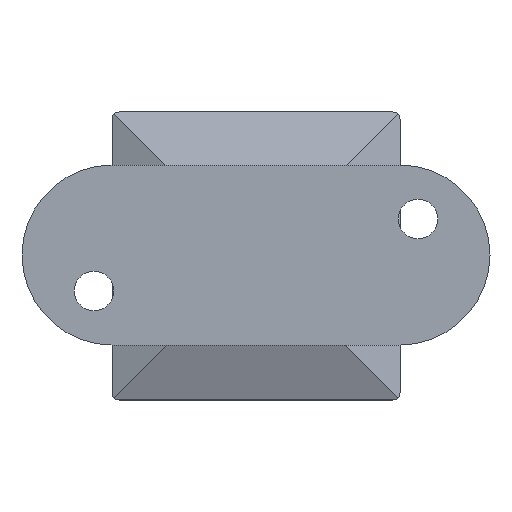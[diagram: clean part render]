
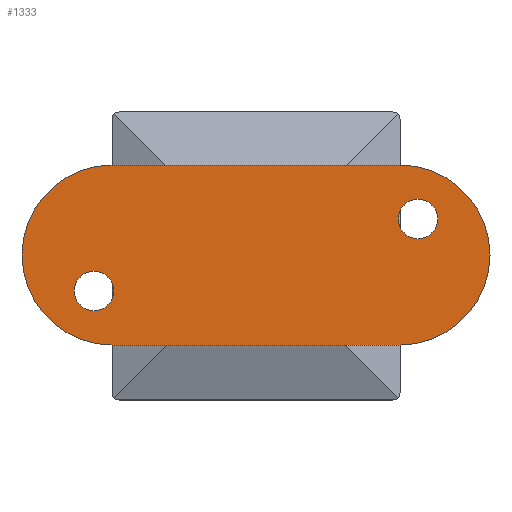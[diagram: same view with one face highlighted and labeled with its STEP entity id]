
A CAD part, top view. The second image highlights one B-rep face of the part: STEP entity #1333.
In plain terms, the highlighted planar face has unit normal (0, 0, 1).
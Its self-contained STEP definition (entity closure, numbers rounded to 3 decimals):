
#53 = DIRECTION ( 'NONE',  ( 0., 0., 1. ) ) ;
#79 = VERTEX_POINT ( 'NONE', #775 ) ;
#102 = CARTESIAN_POINT ( 'NONE',  ( 19.75, 5., 81. ) ) ;
#121 = VERTEX_POINT ( 'NONE', #2790 ) ;
#156 = EDGE_CURVE ( 'NONE', #121, #3060, #2300, .T. ) ;
#234 = CIRCLE ( 'NONE', #3265, 12.5 ) ;
#298 = CARTESIAN_POINT ( 'NONE',  ( -22.5, -5., 81. ) ) ;
#378 = LINE ( 'NONE', #2276, #893 ) ;
#560 = AXIS2_PLACEMENT_3D ( 'NONE', #2551, #1401, #2764 ) ;
#587 = ORIENTED_EDGE ( 'NONE', *, *, #156, .T. ) ;
#588 = CARTESIAN_POINT ( 'NONE',  ( -20., 0., 81. ) ) ;
#602 = CARTESIAN_POINT ( 'NONE',  ( -20., 12.5, 81. ) ) ;
#630 = ORIENTED_EDGE ( 'NONE', *, *, #3302, .T. ) ;
#654 = FACE_BOUND ( 'NONE', #1420, .T. ) ;
#706 = EDGE_LOOP ( 'NONE', ( #630, #2646 ) ) ;
#707 = CARTESIAN_POINT ( 'NONE',  ( -19.75, -5., 81. ) ) ;
#726 = CARTESIAN_POINT ( 'NONE',  ( 22.5, 5., 81. ) ) ;
#748 = VERTEX_POINT ( 'NONE', #3028 ) ;
#775 = CARTESIAN_POINT ( 'NONE',  ( -25.25, -5., 81. ) ) ;
#884 = DIRECTION ( 'NONE',  ( 0., 0., -1. ) ) ;
#888 = DIRECTION ( 'NONE',  ( 0., 0., 1. ) ) ;
#893 = VECTOR ( 'NONE', #3335, 1000. ) ;
#1015 = LINE ( 'NONE', #3137, #1084 ) ;
#1084 = VECTOR ( 'NONE', #1790, 1000. ) ;
#1098 = CARTESIAN_POINT ( 'NONE',  ( -22.5, -5., 81. ) ) ;
#1147 = DIRECTION ( 'NONE',  ( 1., 0., 0. ) ) ;
#1164 = VERTEX_POINT ( 'NONE', #2772 ) ;
#1190 = PLANE ( 'NONE',  #560 ) ;
#1233 = ORIENTED_EDGE ( 'NONE', *, *, #2844, .T. ) ;
#1333 = ADVANCED_FACE ( 'NONE', ( #654, #1687, #3103 ), #1190, .T. ) ;
#1365 = EDGE_CURVE ( 'NONE', #3060, #1164, #378, .T. ) ;
#1401 = DIRECTION ( 'NONE',  ( 0., 0., 1. ) ) ;
#1410 = DIRECTION ( 'NONE',  ( -1., 0., 0. ) ) ;
#1412 = AXIS2_PLACEMENT_3D ( 'NONE', #588, #53, #3297 ) ;
#1420 = EDGE_LOOP ( 'NONE', ( #3254, #2507 ) ) ;
#1446 = EDGE_CURVE ( 'NONE', #3056, #2883, #1015, .T. ) ;
#1448 = VERTEX_POINT ( 'NONE', #707 ) ;
#1477 = AXIS2_PLACEMENT_3D ( 'NONE', #1750, #1533, #2610 ) ;
#1533 = DIRECTION ( 'NONE',  ( 0., 0., -1. ) ) ;
#1643 = EDGE_CURVE ( 'NONE', #1448, #79, #1813, .T. ) ;
#1684 = AXIS2_PLACEMENT_3D ( 'NONE', #1098, #884, #1410 ) ;
#1687 = FACE_BOUND ( 'NONE', #706, .T. ) ;
#1750 = CARTESIAN_POINT ( 'NONE',  ( 22.5, 5., 81. ) ) ;
#1790 = DIRECTION ( 'NONE',  ( -1., 0., 0. ) ) ;
#1792 = DIRECTION ( 'NONE',  ( 0., 0., -1. ) ) ;
#1813 = CIRCLE ( 'NONE', #2661, 2.75 ) ;
#1818 = CIRCLE ( 'NONE', #1477, 2.75 ) ;
#1956 = EDGE_CURVE ( 'NONE', #2891, #748, #1818, .T. ) ;
#1983 = EDGE_LOOP ( 'NONE', ( #2438, #587, #3110, #1233, #2313 ) ) ;
#2015 = CARTESIAN_POINT ( 'NONE',  ( -20., -12.5, 81. ) ) ;
#2158 = DIRECTION ( 'NONE',  ( -1., 0., 0. ) ) ;
#2228 = EDGE_CURVE ( 'NONE', #2883, #121, #2598, .T. ) ;
#2252 = CIRCLE ( 'NONE', #1684, 2.75 ) ;
#2276 = CARTESIAN_POINT ( 'NONE',  ( -20., -12.5, 81. ) ) ;
#2300 = CIRCLE ( 'NONE', #2575, 12.5 ) ;
#2313 = ORIENTED_EDGE ( 'NONE', *, *, #1446, .T. ) ;
#2365 = CARTESIAN_POINT ( 'NONE',  ( 20., 0., 81. ) ) ;
#2438 = ORIENTED_EDGE ( 'NONE', *, *, #2228, .T. ) ;
#2507 = ORIENTED_EDGE ( 'NONE', *, *, #2695, .T. ) ;
#2551 = CARTESIAN_POINT ( 'NONE',  ( -20., 0., 81. ) ) ;
#2575 = AXIS2_PLACEMENT_3D ( 'NONE', #3307, #888, #1147 ) ;
#2598 = CIRCLE ( 'NONE', #1412, 12.5 ) ;
#2610 = DIRECTION ( 'NONE',  ( -1., 0., 0. ) ) ;
#2646 = ORIENTED_EDGE ( 'NONE', *, *, #1643, .T. ) ;
#2661 = AXIS2_PLACEMENT_3D ( 'NONE', #298, #2703, #2158 ) ;
#2695 = EDGE_CURVE ( 'NONE', #748, #2891, #2832, .T. ) ;
#2703 = DIRECTION ( 'NONE',  ( 0., 0., -1. ) ) ;
#2761 = DIRECTION ( 'NONE',  ( 0., 0., 1. ) ) ;
#2764 = DIRECTION ( 'NONE',  ( 1., 0., 0. ) ) ;
#2772 = CARTESIAN_POINT ( 'NONE',  ( 20., -12.5, 81. ) ) ;
#2790 = CARTESIAN_POINT ( 'NONE',  ( -32.5, 0., 81. ) ) ;
#2832 = CIRCLE ( 'NONE', #3280, 2.75 ) ;
#2844 = EDGE_CURVE ( 'NONE', #1164, #3056, #234, .T. ) ;
#2875 = DIRECTION ( 'NONE',  ( -1., 0., 0. ) ) ;
#2883 = VERTEX_POINT ( 'NONE', #602 ) ;
#2891 = VERTEX_POINT ( 'NONE', #102 ) ;
#3028 = CARTESIAN_POINT ( 'NONE',  ( 25.25, 5., 81. ) ) ;
#3056 = VERTEX_POINT ( 'NONE', #3135 ) ;
#3060 = VERTEX_POINT ( 'NONE', #2015 ) ;
#3103 = FACE_OUTER_BOUND ( 'NONE', #1983, .T. ) ;
#3110 = ORIENTED_EDGE ( 'NONE', *, *, #1365, .T. ) ;
#3135 = CARTESIAN_POINT ( 'NONE',  ( 20., 12.5, 81. ) ) ;
#3137 = CARTESIAN_POINT ( 'NONE',  ( -20., 12.5, 81. ) ) ;
#3254 = ORIENTED_EDGE ( 'NONE', *, *, #1956, .T. ) ;
#3265 = AXIS2_PLACEMENT_3D ( 'NONE', #2365, #2761, #3292 ) ;
#3280 = AXIS2_PLACEMENT_3D ( 'NONE', #726, #1792, #2875 ) ;
#3292 = DIRECTION ( 'NONE',  ( 1., 0., 0. ) ) ;
#3297 = DIRECTION ( 'NONE',  ( 1., 0., 0. ) ) ;
#3302 = EDGE_CURVE ( 'NONE', #79, #1448, #2252, .T. ) ;
#3307 = CARTESIAN_POINT ( 'NONE',  ( -20., 0., 81. ) ) ;
#3335 = DIRECTION ( 'NONE',  ( 1., 0., 0. ) ) ;
